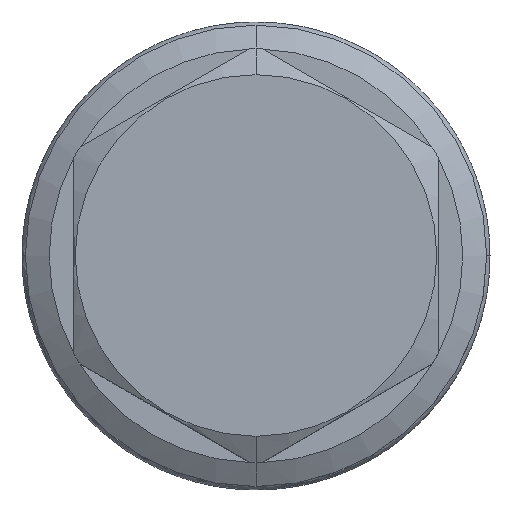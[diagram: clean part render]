
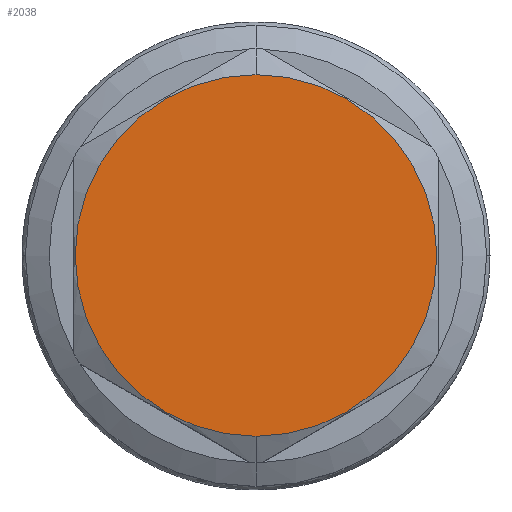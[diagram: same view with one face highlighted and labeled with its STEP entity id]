
A CAD part, top view. The second image highlights one B-rep face of the part: STEP entity #2038.
In plain terms, the highlighted planar face has unit normal (0, 0, 1).
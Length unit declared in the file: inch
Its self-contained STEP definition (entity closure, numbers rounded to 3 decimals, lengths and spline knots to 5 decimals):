
#771=CARTESIAN_POINT('',(0.,0.,2.311));
#772=DIRECTION('',(0.,0.,1.));
#773=DIRECTION('',(0.,-1.,0.));
#774=AXIS2_PLACEMENT_3D('',#771,#772,#773);
#776=CARTESIAN_POINT('',(0.,0.,2.311));
#777=DIRECTION('',(0.,0.,1.));
#778=DIRECTION('',(0.,1.,0.));
#779=AXIS2_PLACEMENT_3D('',#776,#777,#778);
#855=CARTESIAN_POINT('',(0.,-0.807,2.311));
#856=CARTESIAN_POINT('',(0.,0.807,2.311));
#857=VERTEX_POINT('',#855);
#858=VERTEX_POINT('',#856);
#2029=CARTESIAN_POINT('',(0.,0.,2.311));
#2030=DIRECTION('',(0.,0.,1.));
#2031=DIRECTION('',(0.,1.,0.));
#2032=AXIS2_PLACEMENT_3D('',#2029,#2030,#2031);
#2033=PLANE('',#2032);
#2034=ORIENTED_EDGE('',*,*,#1799,.F.);
#2035=ORIENTED_EDGE('',*,*,#2020,.F.);
#2036=EDGE_LOOP('',(#2034,#2035));
#2037=FACE_OUTER_BOUND('',#2036,.F.);
#2038=ADVANCED_FACE('',(#2037),#2033,.T.);
#775=CIRCLE('',#774,0.807);
#780=CIRCLE('',#779,0.807);
#1799=EDGE_CURVE('',#857,#858,#775,.T.);
#2020=EDGE_CURVE('',#858,#857,#780,.T.);
